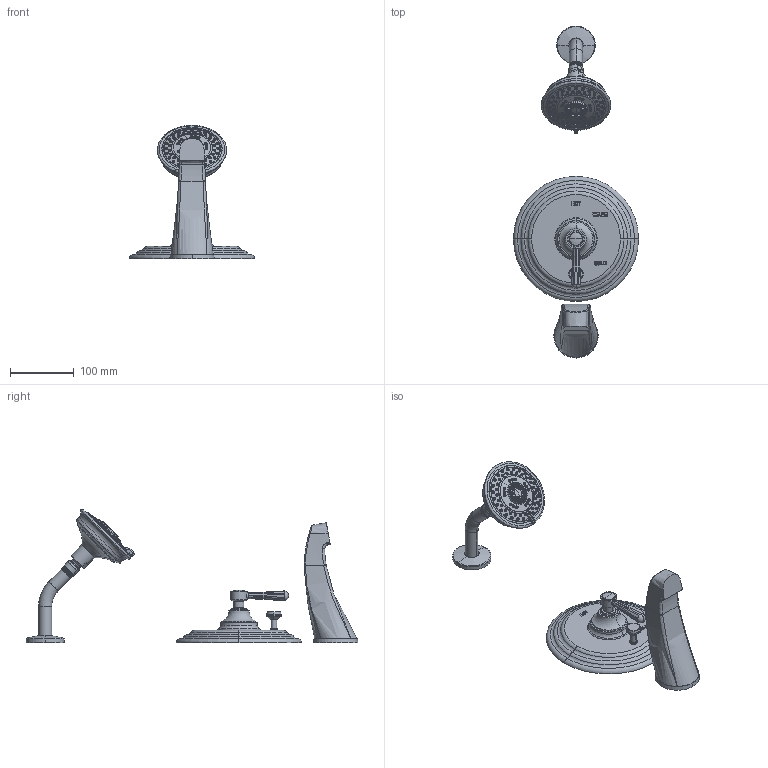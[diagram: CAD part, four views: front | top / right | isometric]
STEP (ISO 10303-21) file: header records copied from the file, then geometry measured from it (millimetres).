
FILE_DESCRIPTION((''),'2;1');
FILE_NAME('3-1662BP','2021-05-27T14:31:54',('jinson.thomas'),(''),'CREO PARAMETRIC BY PTC INC, 2018400','CREO PARAMETRIC BY PTC INC, 2018400','');
FILE_SCHEMA(('CONFIG_CONTROL_DESIGN'));
Length unit declared in the file: inch
Products named in the file (1): 3-1662BP
Bounding box: 196.85 x 522.35 x 209.53 mm (x, y, z)
Volume: 1236807 mm3; surface area: 161238.5 mm2
Topology: 3 solids, 3 shells, 1344 faces, 2942 edges, 1775 vertices
Faces by surface type: torus 355, cone 308, plane 252, cylinder 216, bspline 137, extrusion 64, sphere 10, revolution 2
Entity records: 60764 total; most frequent: CARTESIAN_POINT 32423, ORIENTED_EDGE 5872, DIRECTION 5684, EDGE_CURVE 2936, AXIS2_PLACEMENT_3D 2342, VERTEX_POINT 1775, EDGE_LOOP 1537, FACE_OUTER_BOUND 1344
